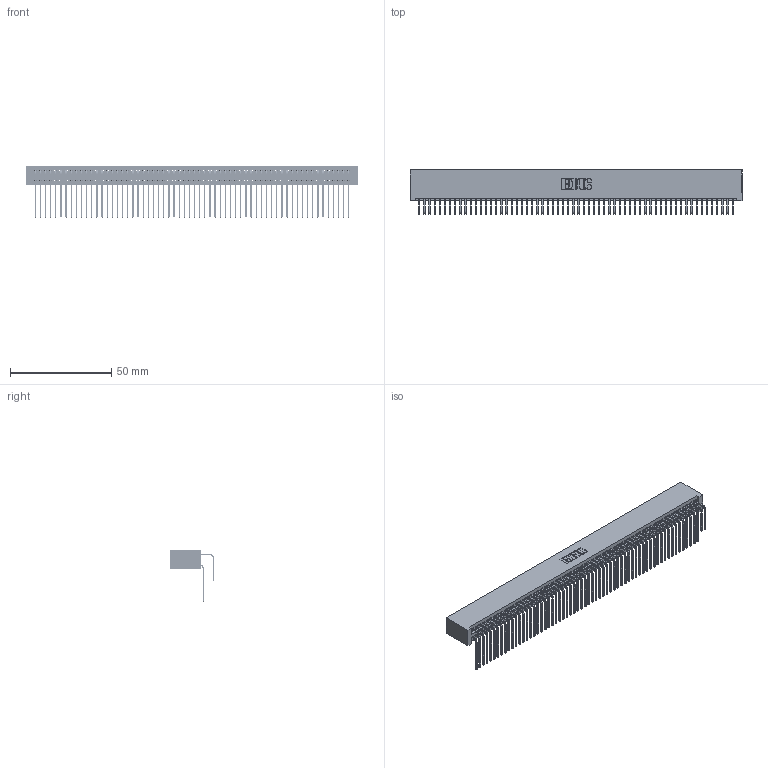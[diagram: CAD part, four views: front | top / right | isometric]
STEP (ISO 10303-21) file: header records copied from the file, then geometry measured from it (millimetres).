
FILE_DESCRIPTION (( 'STEP AP203' ), '1' );
FILE_NAME ('345-124-558-201.STEP', '2018-10-19T11:15:20', ( '' ), ( '' ), 'SwSTEP 2.0', 'SolidWorks 2016', '' );
FILE_SCHEMA (( 'CONFIG_CONTROL_DESIGN' ));
Length unit declared in the file: inch
Products named in the file (4): 345-292-001_558 559 Tail - 1; 345 Part_No Mounting Lugs; 345-124-558-201; 345-292-001_558 Tail - 2
Assembly tree (125 placements, depth 2):
  345-124-558-201
    345 Part_No Mounting Lugs
    345-292-001_558 559 Tail - 1  x62
    345-292-001_558 Tail - 2  x62
Bounding box: 164.08 x 21.83 x 25.53 mm (x, y, z)
Volume: 17456.2 mm3; surface area: 29857.5 mm2
Topology: 125 solids, 125 shells, 6566 faces, 19537 edges, 12858 vertices
Faces by surface type: plane 4416, cylinder 2150
Entity records: 47329 total; most frequent: CARTESIAN_POINT 7959, ORIENTED_EDGE 7842, DIRECTION 6961, EDGE_CURVE 3921, LINE 3509, VECTOR 3509, VERTEX_POINT 2610, AXIS2_PLACEMENT_3D 1726
